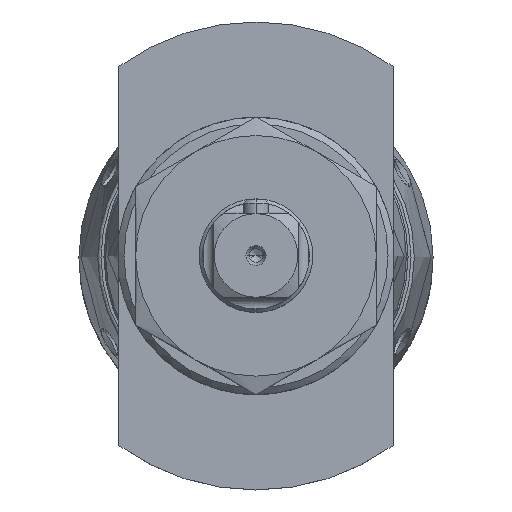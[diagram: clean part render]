
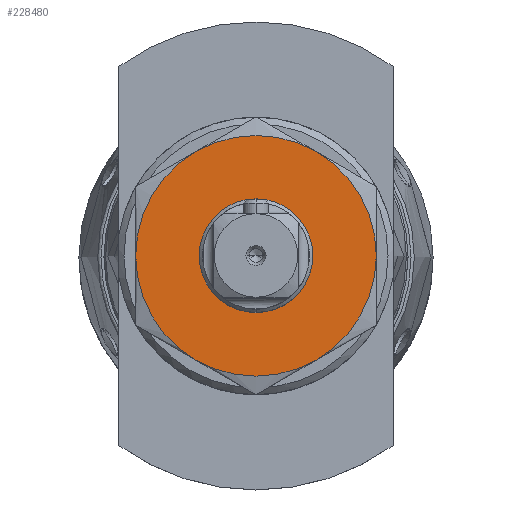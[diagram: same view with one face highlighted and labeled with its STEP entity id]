
A CAD part, top view. The second image highlights one B-rep face of the part: STEP entity #228480.
In plain terms, the highlighted planar face has unit normal (0, 0, 1).
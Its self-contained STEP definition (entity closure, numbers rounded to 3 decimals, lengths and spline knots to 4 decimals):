
#224020=CARTESIAN_POINT('',(-0.3543,-0.6137,
10.9016));
#224101=CARTESIAN_POINT('',(-0.7087,0.,
10.9016));
#224182=CARTESIAN_POINT('',(-0.3543,0.6137,
10.9016));
#224263=CARTESIAN_POINT('',(0.3543,0.6137,
10.9016));
#224344=CARTESIAN_POINT('',(0.7087,0.,
10.9016));
#224425=CARTESIAN_POINT('',(0.3543,-0.6137,
10.9016));
#224431=CARTESIAN_POINT('',(0.,0.,10.9016));
#224432=DIRECTION('',(0.,0.,1.));
#224433=DIRECTION('',(-0.5,-0.866,0.));
#224434=AXIS2_PLACEMENT_3D('',#224431,#224432,#224433);
#224441=CARTESIAN_POINT('',(0.,0.,10.9016));
#224442=DIRECTION('',(0.,0.,-1.));
#224443=DIRECTION('',(-0.5,-0.866,0.));
#224444=AXIS2_PLACEMENT_3D('',#224441,#224442,#224443);
#224446=CARTESIAN_POINT('',(0.,0.,10.9016));
#224447=DIRECTION('',(0.,0.,-1.));
#224448=DIRECTION('',(-1.,0.,0.));
#224449=AXIS2_PLACEMENT_3D('',#224446,#224447,#224448);
#224451=CARTESIAN_POINT('',(0.,0.,10.9016));
#224452=DIRECTION('',(0.,0.,-1.));
#224453=DIRECTION('',(0.5,0.866,0.));
#224454=AXIS2_PLACEMENT_3D('',#224451,#224452,#224453);
#224456=CARTESIAN_POINT('',(0.,0.,10.9016));
#224457=DIRECTION('',(0.,0.,-1.));
#224458=DIRECTION('',(1.,0.,0.));
#224459=AXIS2_PLACEMENT_3D('',#224456,#224457,#224458);
#224461=CARTESIAN_POINT('',(0.,0.,10.9016));
#224462=DIRECTION('',(0.,0.,-1.));
#224463=DIRECTION('',(0.,1.,0.));
#224464=AXIS2_PLACEMENT_3D('',#224461,#224462,#224463);
#224466=CARTESIAN_POINT('',(0.,0.,10.9016));
#224467=DIRECTION('',(0.,0.,-1.));
#224468=DIRECTION('',(0.,-1.,0.));
#224469=AXIS2_PLACEMENT_3D('',#224466,#224467,#224468);
#224481=CARTESIAN_POINT('',(0.,0.,10.9016));
#224482=DIRECTION('',(0.,0.,1.));
#224483=DIRECTION('',(0.5,0.866,0.));
#224484=AXIS2_PLACEMENT_3D('',#224481,#224482,#224483);
#225693=CARTESIAN_POINT('',(0.,0.3346,10.9016));
#225694=CARTESIAN_POINT('',(0.,-0.3346,10.9016));
#225695=VERTEX_POINT('',#225693);
#225696=VERTEX_POINT('',#225694);
#225961=VERTEX_POINT('',#224182);
#225962=VERTEX_POINT('',#224101);
#225963=VERTEX_POINT('',#224020);
#225964=VERTEX_POINT('',#224425);
#225965=VERTEX_POINT('',#224344);
#225966=VERTEX_POINT('',#224263);
#228456=CARTESIAN_POINT('',(0.,0.,10.9016));
#228457=DIRECTION('',(0.,0.,-1.));
#228458=DIRECTION('',(0.,-1.,0.));
#228459=AXIS2_PLACEMENT_3D('',#228456,#228457,#228458);
#228460=PLANE('',#228459);
#228461=ORIENTED_EDGE('',*,*,#228441,.F.);
#228463=ORIENTED_EDGE('',*,*,#228462,.T.);
#228465=ORIENTED_EDGE('',*,*,#228464,.T.);
#228467=ORIENTED_EDGE('',*,*,#228466,.F.);
#228469=ORIENTED_EDGE('',*,*,#228468,.T.);
#228471=ORIENTED_EDGE('',*,*,#228470,.T.);
#228472=EDGE_LOOP('',(#228461,#228463,#228465,#228467,#228469,#228471));
#228473=FACE_OUTER_BOUND('',#228472,.F.);
#228475=ORIENTED_EDGE('',*,*,#228474,.F.);
#228477=ORIENTED_EDGE('',*,*,#228476,.F.);
#228478=EDGE_LOOP('',(#228475,#228477));
#228479=FACE_BOUND('',#228478,.F.);
#224435=CIRCLE('',#224434,0.7087);
#224445=CIRCLE('',#224444,0.7087);
#224450=CIRCLE('',#224449,0.7087);
#224455=CIRCLE('',#224454,0.7087);
#224460=CIRCLE('',#224459,0.7087);
#224465=CIRCLE('',#224464,0.3346);
#224470=CIRCLE('',#224469,0.3346);
#224485=CIRCLE('',#224484,0.7087);
#228441=EDGE_CURVE('',#225963,#225964,#224435,.T.);
#228462=EDGE_CURVE('',#225963,#225962,#224445,.T.);
#228464=EDGE_CURVE('',#225962,#225961,#224450,.T.);
#228466=EDGE_CURVE('',#225966,#225961,#224485,.T.);
#228468=EDGE_CURVE('',#225966,#225965,#224455,.T.);
#228470=EDGE_CURVE('',#225965,#225964,#224460,.T.);
#228474=EDGE_CURVE('',#225695,#225696,#224465,.T.);
#228476=EDGE_CURVE('',#225696,#225695,#224470,.T.);
#228480=ADVANCED_FACE('',(#228473,#228479),#228460,.F.);
